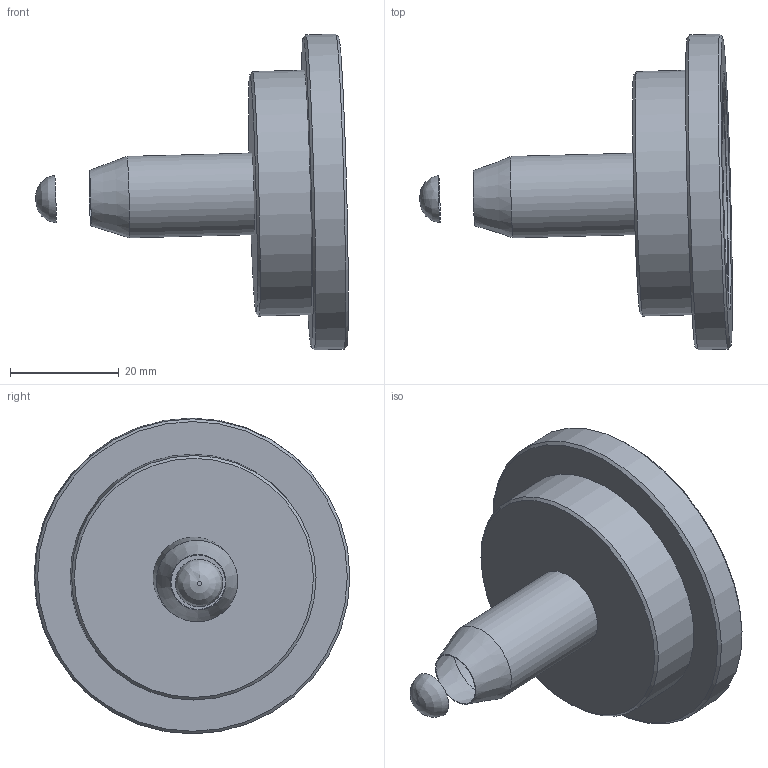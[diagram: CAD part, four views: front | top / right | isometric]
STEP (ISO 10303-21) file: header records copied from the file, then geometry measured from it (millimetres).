
FILE_DESCRIPTION(/* description */ (''),/* implementation_level */ '2;1');
FILE_NAME(/* name */ '6th_axis.step',/* time_stamp */ '2024-01-03T15:54:25+05:30',/* author */ (''),/* organization */ (''),/* preprocessor_version */ 'ST-DEVELOPER v20',/* originating_system */ 'Autodesk Translation Framework v12.14.0.127',/* authorisation */ '');
FILE_SCHEMA (('AUTOMOTIVE_DESIGN { 1 0 10303 214 3 1 1 }'));
Length unit declared in the file: millimetre
Products named in the file (1): 6th_axis
Bounding box: 57.53 x 58.12 x 58.12 mm (x, y, z)
Volume: 30245.5 mm3; surface area: 10053.6 mm2
Topology: 1 solids, 1 shells, 18 faces, 29 edges, 18 vertices
Faces by surface type: plane 7, cone 5, cylinder 5, bspline 1
Full cylindrical faces by diameter (mm): 15 x1, 40 x1, 44 x1, 45 x1, 58 x1
Entity records: 482 total; most frequent: CARTESIAN_POINT 92, DIRECTION 84, ORIENTED_EDGE 58, AXIS2_PLACEMENT_3D 37, EDGE_CURVE 29, EDGE_LOOP 23, CIRCLE 19, FACE_OUTER_BOUND 18
